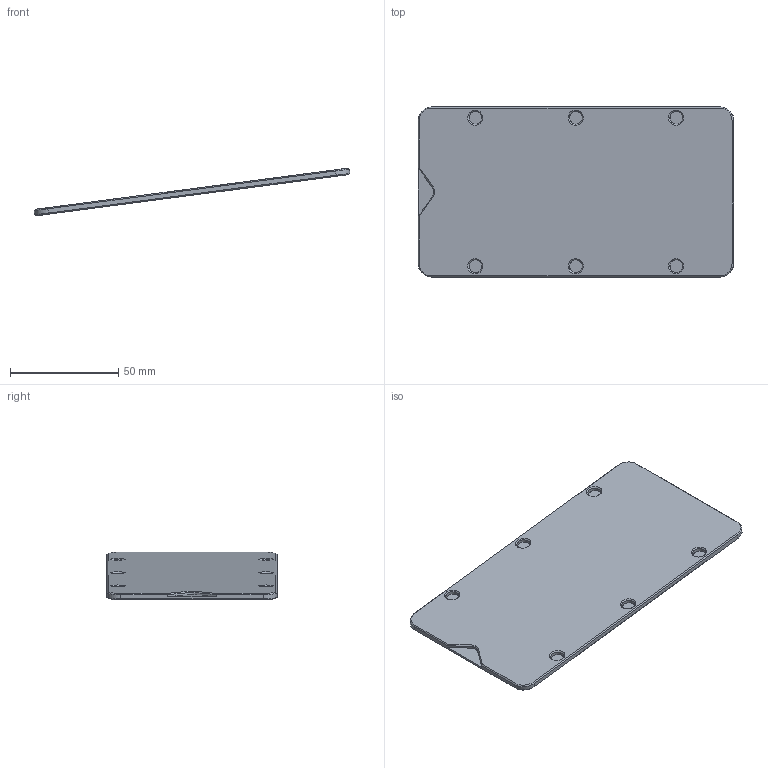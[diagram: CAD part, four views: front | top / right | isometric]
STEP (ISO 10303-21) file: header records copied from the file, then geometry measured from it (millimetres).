
FILE_DESCRIPTION(/* description */ (''),/* implementation_level */ '2;1');
FILE_NAME(/* name */ 'Tremolo Cover.step',/* time_stamp */ '2024-09-04T18:18:45-04:00',/* author */ (''),/* organization */ (''),/* preprocessor_version */ 'ST-DEVELOPER v20',/* originating_system */ 'Autodesk Translation Framework v13.14.0.145',/* authorisation */ '');
FILE_SCHEMA (('AUTOMOTIVE_DESIGN { 1 0 10303 214 3 1 1 }'));
Length unit declared in the file: millimetre
Products named in the file (2): Offset Guitar; Trem Cover
Assembly tree (1 placements, depth 2):
  Offset Guitar
    Trem Cover
Bounding box: 145.56 x 78.42 x 21.97 mm (x, y, z)
Volume: 33769.2 mm3; surface area: 24171 mm2
Topology: 1 solids, 1 shells, 48 faces, 96 edges, 56 vertices
Faces by surface type: plane 22, cone 14, cylinder 10, bspline 2
Full cylindrical faces by diameter (mm): 6 x6
Entity records: 1394 total; most frequent: CARTESIAN_POINT 317, DIRECTION 223, ORIENTED_EDGE 192, EDGE_CURVE 96, AXIS2_PLACEMENT_3D 83, LINE 57, VECTOR 57, VERTEX_POINT 56
